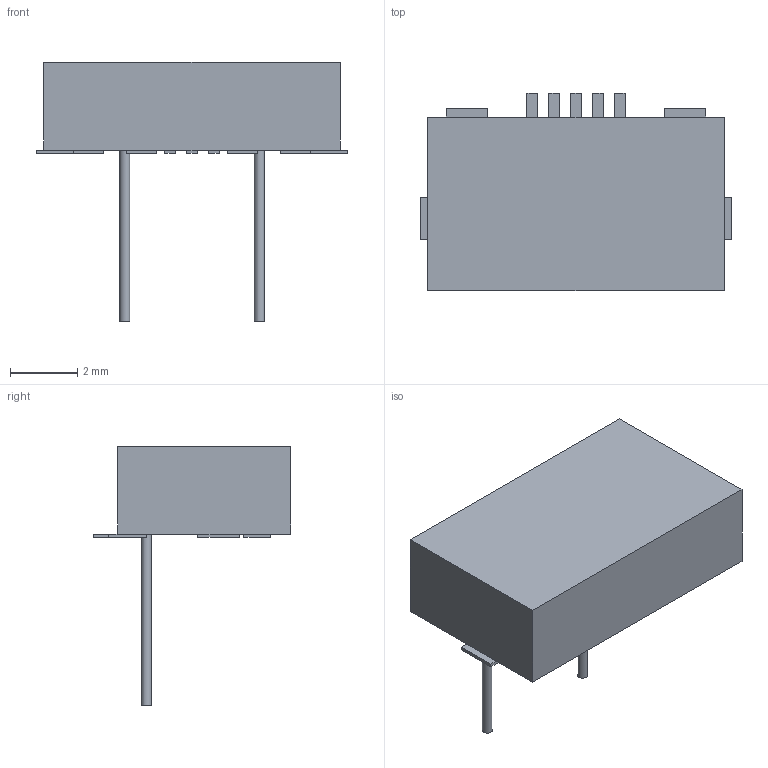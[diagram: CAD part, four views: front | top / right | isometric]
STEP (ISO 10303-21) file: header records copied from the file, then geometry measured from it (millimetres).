
FILE_DESCRIPTION(('FreeCAD Model'),'2;1');
FILE_NAME('2455227.1.5.stp','2020-04-11T02:25:48',( 'Author'),(''),'Open CASCADE STEP processor 6.9','FreeCAD','Unknown' );
FILE_SCHEMA(('AUTOMOTIVE_DESIGN { 1 0 10303 214 1 1 1 1 }'));
Length unit declared in the file: millimetre
Products named in the file (4): ASSEMBLY; Body; Pins; Leads
Assembly tree (4 placements, depth 2):
  ASSEMBLY
    Body
    Pins
    Leads  x2
Bounding box: 9.23 x 5.88 x 7.71 mm (x, y, z)
Volume: 120.7 mm3; surface area: 207 mm2
Topology: 16 solids, 16 shells, 84 faces, 156 edges, 104 vertices
Faces by surface type: plane 80, cylinder 4
Full cylindrical faces by diameter (mm): 0.3 x4
Entity records: 4065 total; most frequent: CARTESIAN_POINT 633, DIRECTION 620, LINE 442, VECTOR 442, ORIENTED_EDGE 300, PCURVE 300, DEFINITIONAL_REPRESENTATION 300, EDGE_CURVE 150
